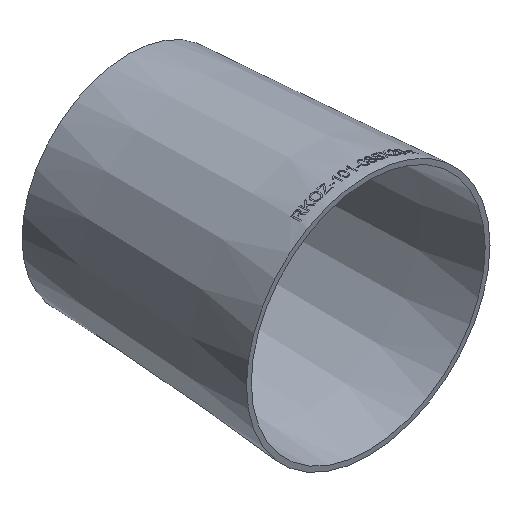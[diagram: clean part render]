
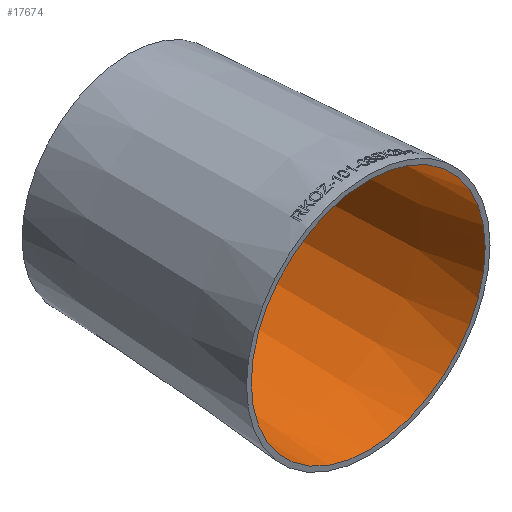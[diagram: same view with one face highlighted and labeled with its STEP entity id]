
A CAD part, isometric view. The second image highlights one B-rep face of the part: STEP entity #17674.
In plain terms, the highlighted conical face has half-angle 3.633 degrees and reference radius 48.796 mm.
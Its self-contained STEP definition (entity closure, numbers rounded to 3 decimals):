
#1348 = ORIENTED_EDGE ( 'NONE', *, *, #26681, .T. ) ;
#2025 = VERTEX_POINT ( 'NONE', #28388 ) ;
#2214 = EDGE_LOOP ( 'NONE', ( #1348 ) ) ;
#3252 = EDGE_LOOP ( 'NONE', ( #5334 ) ) ;
#3486 = DIRECTION ( 'NONE',  ( 0., -1., 0. ) ) ;
#5334 = ORIENTED_EDGE ( 'NONE', *, *, #12370, .F. ) ;
#5461 = AXIS2_PLACEMENT_3D ( 'NONE', #17282, #3486, #12387 ) ;
#9548 = CIRCLE ( 'NONE', #24772, 48.796 ) ;
#12370 = EDGE_CURVE ( 'NONE', #21758, #21758, #18315, .T. ) ;
#12387 = DIRECTION ( 'NONE',  ( 0., 0., -1. ) ) ;
#12915 = DIRECTION ( 'NONE',  ( 0., -1., 0. ) ) ;
#15332 = DIRECTION ( 'NONE',  ( 0., 0., -1. ) ) ;
#15459 = DIRECTION ( 'NONE',  ( 0., -1., 0. ) ) ;
#17093 = CARTESIAN_POINT ( 'NONE',  ( 0., 0., 0. ) ) ;
#17282 = CARTESIAN_POINT ( 'NONE',  ( 0., 100., 0. ) ) ;
#17476 = FACE_BOUND ( 'NONE', #3252, .T. ) ;
#17674 = ADVANCED_FACE ( 'NONE', ( #17476, #26293 ), #24391, .F. ) ;
#18315 = CIRCLE ( 'NONE', #5461, 42.446 ) ;
#18981 = CARTESIAN_POINT ( 'NONE',  ( 0., 100., -42.446 ) ) ;
#19514 = CARTESIAN_POINT ( 'NONE',  ( 0., 0., 0. ) ) ;
#21758 = VERTEX_POINT ( 'NONE', #18981 ) ;
#23012 = AXIS2_PLACEMENT_3D ( 'NONE', #19514, #15459, #15332 ) ;
#24391 = CONICAL_SURFACE ( 'NONE', #23012, 48.796, 0.063 ) ;
#24772 = AXIS2_PLACEMENT_3D ( 'NONE', #17093, #12915, #26343 ) ;
#26293 = FACE_OUTER_BOUND ( 'NONE', #2214, .T. ) ;
#26343 = DIRECTION ( 'NONE',  ( 0., 0., -1. ) ) ;
#26681 = EDGE_CURVE ( 'NONE', #2025, #2025, #9548, .T. ) ;
#28388 = CARTESIAN_POINT ( 'NONE',  ( 0., 0., -48.796 ) ) ;
